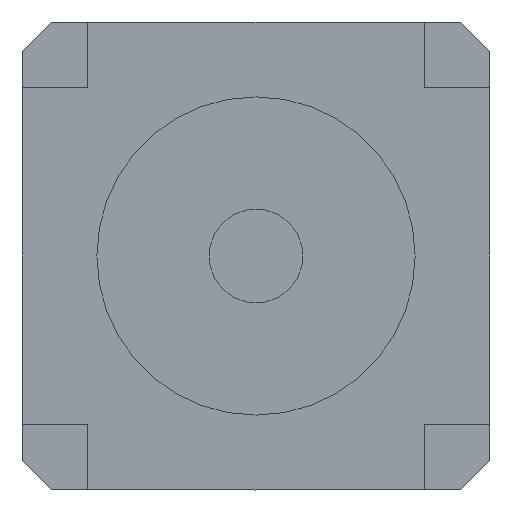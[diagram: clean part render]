
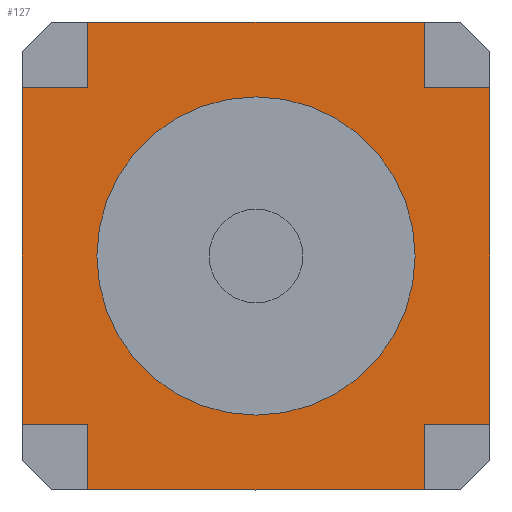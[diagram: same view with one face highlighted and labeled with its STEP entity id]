
A CAD part, front view. The second image highlights one B-rep face of the part: STEP entity #127.
In plain terms, the highlighted planar face has unit normal (0, -1, 0).
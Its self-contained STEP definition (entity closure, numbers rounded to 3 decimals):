
#16 = LINE ( 'NONE', #1247, #2123 ) ;
#39 = VERTEX_POINT ( 'NONE', #2905 ) ;
#56 = EDGE_CURVE ( 'NONE', #2255, #2507, #16, .T. ) ;
#58 = VERTEX_POINT ( 'NONE', #178 ) ;
#75 = CARTESIAN_POINT ( 'NONE',  ( -2.286, 0., -2.286 ) ) ;
#86 = VECTOR ( 'NONE', #1628, 1000. ) ;
#91 = DIRECTION ( 'NONE',  ( -1., 0., 0. ) ) ;
#110 = EDGE_CURVE ( 'NONE', #2255, #195, #2198, .T. ) ;
#127 = ADVANCED_FACE ( 'NONE', ( #2771, #2085 ), #1076, .F. ) ;
#139 = DIRECTION ( 'NONE',  ( 0., 0., -1. ) ) ;
#167 = LINE ( 'NONE', #2476, #1636 ) ;
#178 = CARTESIAN_POINT ( 'NONE',  ( -2.286, 0., 2.286 ) ) ;
#192 = CARTESIAN_POINT ( 'NONE',  ( 3.175, 0., 2.286 ) ) ;
#194 = ORIENTED_EDGE ( 'NONE', *, *, #2199, .F. ) ;
#195 = VERTEX_POINT ( 'NONE', #2572 ) ;
#208 = CIRCLE ( 'NONE', #645, 2.159 ) ;
#263 = VECTOR ( 'NONE', #551, 1000. ) ;
#264 = VECTOR ( 'NONE', #2442, 1000. ) ;
#328 = ORIENTED_EDGE ( 'NONE', *, *, #1643, .F. ) ;
#355 = AXIS2_PLACEMENT_3D ( 'NONE', #2940, #1951, #139 ) ;
#375 = LINE ( 'NONE', #2729, #86 ) ;
#386 = CARTESIAN_POINT ( 'NONE',  ( 0., 0., 0. ) ) ;
#412 = LINE ( 'NONE', #966, #1910 ) ;
#442 = LINE ( 'NONE', #2351, #1279 ) ;
#446 = VECTOR ( 'NONE', #1803, 1000. ) ;
#465 = VERTEX_POINT ( 'NONE', #2951 ) ;
#494 = VERTEX_POINT ( 'NONE', #869 ) ;
#498 = ORIENTED_EDGE ( 'NONE', *, *, #1752, .F. ) ;
#532 = CARTESIAN_POINT ( 'NONE',  ( 2.286, 0., -2.286 ) ) ;
#551 = DIRECTION ( 'NONE',  ( 1., 0., 0. ) ) ;
#567 = EDGE_CURVE ( 'NONE', #1245, #494, #208, .T. ) ;
#645 = AXIS2_PLACEMENT_3D ( 'NONE', #2701, #880, #2484 ) ;
#662 = VECTOR ( 'NONE', #2134, 1000. ) ;
#665 = EDGE_LOOP ( 'NONE', ( #2839, #1399, #328, #2645, #2682, #194, #498, #2328, #1753, #1157, #2183, #1806 ) ) ;
#691 = CARTESIAN_POINT ( 'NONE',  ( 2.286, 0., -2.286 ) ) ;
#715 = EDGE_LOOP ( 'NONE', ( #2331, #729 ) ) ;
#729 = ORIENTED_EDGE ( 'NONE', *, *, #2843, .F. ) ;
#748 = CARTESIAN_POINT ( 'NONE',  ( -2.286, 0., 2.286 ) ) ;
#790 = CARTESIAN_POINT ( 'NONE',  ( 2.286, 0., 2.286 ) ) ;
#859 = CARTESIAN_POINT ( 'NONE',  ( 3.175, 0., -3.175 ) ) ;
#869 = CARTESIAN_POINT ( 'NONE',  ( 0., 0., 2.159 ) ) ;
#880 = DIRECTION ( 'NONE',  ( 0., -1., 0. ) ) ;
#889 = CARTESIAN_POINT ( 'NONE',  ( -2.286, 0., -3.175 ) ) ;
#899 = VERTEX_POINT ( 'NONE', #1143 ) ;
#900 = VERTEX_POINT ( 'NONE', #1821 ) ;
#966 = CARTESIAN_POINT ( 'NONE',  ( -2.286, 0., 3.175 ) ) ;
#1067 = DIRECTION ( 'NONE',  ( 0., 1., 0. ) ) ;
#1076 = PLANE ( 'NONE',  #1874 ) ;
#1112 = EDGE_CURVE ( 'NONE', #58, #899, #412, .T. ) ;
#1143 = CARTESIAN_POINT ( 'NONE',  ( -2.286, 0., 3.175 ) ) ;
#1157 = ORIENTED_EDGE ( 'NONE', *, *, #2980, .F. ) ;
#1176 = EDGE_CURVE ( 'NONE', #2222, #58, #1375, .T. ) ;
#1194 = LINE ( 'NONE', #790, #2377 ) ;
#1245 = VERTEX_POINT ( 'NONE', #1461 ) ;
#1247 = CARTESIAN_POINT ( 'NONE',  ( -2.286, 0., -2.286 ) ) ;
#1279 = VECTOR ( 'NONE', #91, 1000. ) ;
#1345 = EDGE_CURVE ( 'NONE', #2564, #1956, #1405, .T. ) ;
#1347 = LINE ( 'NONE', #1896, #2494 ) ;
#1375 = LINE ( 'NONE', #748, #2121 ) ;
#1399 = ORIENTED_EDGE ( 'NONE', *, *, #2545, .F. ) ;
#1405 = LINE ( 'NONE', #2427, #263 ) ;
#1461 = CARTESIAN_POINT ( 'NONE',  ( 0., 0., -2.159 ) ) ;
#1596 = CIRCLE ( 'NONE', #355, 2.159 ) ;
#1628 = DIRECTION ( 'NONE',  ( 0., 0., 1. ) ) ;
#1636 = VECTOR ( 'NONE', #2038, 1000. ) ;
#1643 = EDGE_CURVE ( 'NONE', #2507, #900, #442, .T. ) ;
#1714 = DIRECTION ( 'NONE',  ( 0., 0., 1. ) ) ;
#1752 = EDGE_CURVE ( 'NONE', #465, #2323, #1878, .T. ) ;
#1753 = ORIENTED_EDGE ( 'NONE', *, *, #1345, .F. ) ;
#1803 = DIRECTION ( 'NONE',  ( -1., 0., 0. ) ) ;
#1806 = ORIENTED_EDGE ( 'NONE', *, *, #1112, .F. ) ;
#1821 = CARTESIAN_POINT ( 'NONE',  ( -3.175, 0., -2.286 ) ) ;
#1844 = LINE ( 'NONE', #2492, #446 ) ;
#1874 = AXIS2_PLACEMENT_3D ( 'NONE', #386, #1067, #2005 ) ;
#1878 = LINE ( 'NONE', #532, #662 ) ;
#1895 = DIRECTION ( 'NONE',  ( 0., 0., 1. ) ) ;
#1896 = CARTESIAN_POINT ( 'NONE',  ( -3.175, 0., 3.175 ) ) ;
#1910 = VECTOR ( 'NONE', #1895, 1000. ) ;
#1951 = DIRECTION ( 'NONE',  ( 0., -1., 0. ) ) ;
#1956 = VERTEX_POINT ( 'NONE', #192 ) ;
#2005 = DIRECTION ( 'NONE',  ( 0., 0., 1. ) ) ;
#2038 = DIRECTION ( 'NONE',  ( 0., 0., -1. ) ) ;
#2041 = CARTESIAN_POINT ( 'NONE',  ( -3.175, 0., 2.286 ) ) ;
#2051 = EDGE_CURVE ( 'NONE', #39, #899, #1844, .T. ) ;
#2085 = FACE_OUTER_BOUND ( 'NONE', #665, .T. ) ;
#2121 = VECTOR ( 'NONE', #2599, 1000. ) ;
#2123 = VECTOR ( 'NONE', #2230, 1000. ) ;
#2134 = DIRECTION ( 'NONE',  ( -1., 0., 0. ) ) ;
#2183 = ORIENTED_EDGE ( 'NONE', *, *, #2051, .T. ) ;
#2198 = LINE ( 'NONE', #859, #264 ) ;
#2199 = EDGE_CURVE ( 'NONE', #2323, #195, #167, .T. ) ;
#2222 = VERTEX_POINT ( 'NONE', #2041 ) ;
#2230 = DIRECTION ( 'NONE',  ( 0., 0., 1. ) ) ;
#2255 = VERTEX_POINT ( 'NONE', #889 ) ;
#2265 = EDGE_CURVE ( 'NONE', #465, #1956, #375, .T. ) ;
#2323 = VERTEX_POINT ( 'NONE', #691 ) ;
#2328 = ORIENTED_EDGE ( 'NONE', *, *, #2265, .T. ) ;
#2331 = ORIENTED_EDGE ( 'NONE', *, *, #567, .F. ) ;
#2351 = CARTESIAN_POINT ( 'NONE',  ( -3.175, 0., -2.286 ) ) ;
#2377 = VECTOR ( 'NONE', #2889, 1000. ) ;
#2427 = CARTESIAN_POINT ( 'NONE',  ( 3.175, 0., 2.286 ) ) ;
#2442 = DIRECTION ( 'NONE',  ( 1., 0., 0. ) ) ;
#2476 = CARTESIAN_POINT ( 'NONE',  ( 2.286, 0., -3.175 ) ) ;
#2484 = DIRECTION ( 'NONE',  ( 0., 0., -1. ) ) ;
#2492 = CARTESIAN_POINT ( 'NONE',  ( -2.667, 0., 3.175 ) ) ;
#2494 = VECTOR ( 'NONE', #1714, 1000. ) ;
#2507 = VERTEX_POINT ( 'NONE', #75 ) ;
#2545 = EDGE_CURVE ( 'NONE', #900, #2222, #1347, .T. ) ;
#2564 = VERTEX_POINT ( 'NONE', #2911 ) ;
#2572 = CARTESIAN_POINT ( 'NONE',  ( 2.286, 0., -3.175 ) ) ;
#2599 = DIRECTION ( 'NONE',  ( 1., 0., 0. ) ) ;
#2645 = ORIENTED_EDGE ( 'NONE', *, *, #56, .F. ) ;
#2682 = ORIENTED_EDGE ( 'NONE', *, *, #110, .T. ) ;
#2701 = CARTESIAN_POINT ( 'NONE',  ( 0., 0., 0. ) ) ;
#2729 = CARTESIAN_POINT ( 'NONE',  ( 3.175, 0., 3.175 ) ) ;
#2771 = FACE_BOUND ( 'NONE', #715, .T. ) ;
#2839 = ORIENTED_EDGE ( 'NONE', *, *, #1176, .F. ) ;
#2843 = EDGE_CURVE ( 'NONE', #494, #1245, #1596, .T. ) ;
#2889 = DIRECTION ( 'NONE',  ( 0., 0., -1. ) ) ;
#2905 = CARTESIAN_POINT ( 'NONE',  ( 2.286, 0., 3.175 ) ) ;
#2911 = CARTESIAN_POINT ( 'NONE',  ( 2.286, 0., 2.286 ) ) ;
#2940 = CARTESIAN_POINT ( 'NONE',  ( 0., 0., 0. ) ) ;
#2951 = CARTESIAN_POINT ( 'NONE',  ( 3.175, 0., -2.286 ) ) ;
#2980 = EDGE_CURVE ( 'NONE', #39, #2564, #1194, .T. ) ;
